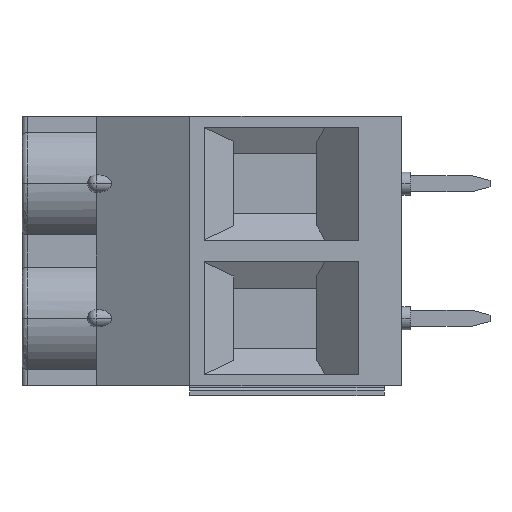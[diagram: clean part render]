
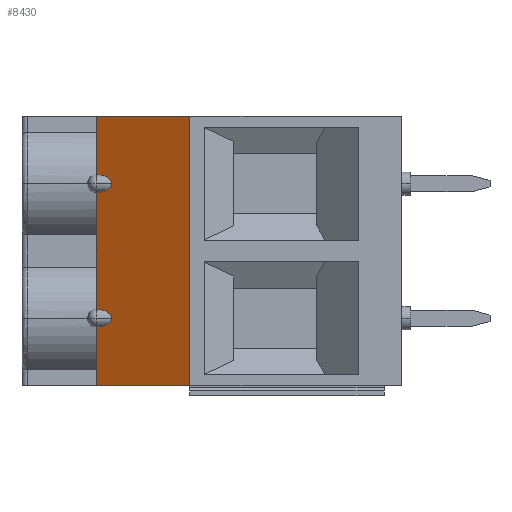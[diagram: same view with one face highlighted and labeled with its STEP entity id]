
A CAD part, left-side view. The second image highlights one B-rep face of the part: STEP entity #8430.
In plain terms, the highlighted planar face has unit normal (-0.866, 0.5, 0).
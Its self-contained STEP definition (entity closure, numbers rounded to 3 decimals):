
#6890=CARTESIAN_POINT('',(21.586,96.138,
   0.5));
#6900=VERTEX_POINT('',#6890);
#6930=CARTESIAN_POINT('',(21.586,96.138,
   0.));
#6940=DIRECTION('',(-0.866,0.5,
   0.));
#6950=DIRECTION('',(0.5,0.866,
   0.));
#6960=AXIS2_PLACEMENT_3D('',#6930,#6940,#6950);
#6970=ELLIPSE('',#6960,1.,0.5);
#6980=CARTESIAN_POINT('',(21.086,95.272,
   0.));
#6990=VERTEX_POINT('',#6980);
#7000=EDGE_CURVE('',#6990,#6900,#6970,.T.);
#7320=CARTESIAN_POINT('',(21.586,96.138,
   0.));
#7330=DIRECTION('',(0.,0.,
   -1.));
#7340=VECTOR('',#7330,1.);
#7350=LINE('',#7320,#7340);
#7360=CARTESIAN_POINT('',(21.586,96.138,
   -0.5));
#7370=VERTEX_POINT('',#7360);
#7380=CARTESIAN_POINT('',(21.586,96.138,
   -7.12));
#7390=VERTEX_POINT('',#7380);
#7400=EDGE_CURVE('',#7370,#7390,#7350,.T.);
#7890=CARTESIAN_POINT('',(21.586,96.138,
   0.));
#7900=DIRECTION('',(-0.866,0.5,
   0.));
#7910=DIRECTION('',(0.5,0.866,
   0.));
#7920=AXIS2_PLACEMENT_3D('',#7890,#7900,#7910);
#7930=PLANE('',#7920);
#7940=CARTESIAN_POINT('',(-33.919,0.
   ,3.81));
#7950=DIRECTION('',(-0.5,-0.866,
   0.));
#7960=VECTOR('',#7950,1.);
#7970=LINE('',#7940,#7960);
#7980=CARTESIAN_POINT('',(21.586,96.138,
   3.81));
#7990=VERTEX_POINT('',#7980);
#8000=CARTESIAN_POINT('',(18.536,90.855,
   3.81));
#8010=VERTEX_POINT('',#8000);
#8020=EDGE_CURVE('',#7990,#8010,#7970,.T.);
#8030=ORIENTED_EDGE('',*,*,#8020,.F.);
#8040=CARTESIAN_POINT('',(18.536,90.855,
   0.));
#8050=DIRECTION('',(0.,0.,
   1.));
#8060=VECTOR('',#8050,1.);
#8070=LINE('',#8040,#8060);
#8080=CARTESIAN_POINT('',(18.536,90.855,
   -11.43));
#8090=VERTEX_POINT('',#8080);
#8100=EDGE_CURVE('',#8090,#8010,#8070,.T.);
#8110=ORIENTED_EDGE('',*,*,#8100,.T.);
#8120=CARTESIAN_POINT('',(-33.919,0.
   ,-11.43));
#8130=DIRECTION('',(-0.5,-0.866,
   0.));
#8140=VECTOR('',#8130,1.);
#8150=LINE('',#8120,#8140);
#8160=CARTESIAN_POINT('',(21.586,96.138,
   -11.43));
#8170=VERTEX_POINT('',#8160);
#8180=EDGE_CURVE('',#8170,#8090,#8150,.T.);
#8190=ORIENTED_EDGE('',*,*,#8180,.T.);
#8200=CARTESIAN_POINT('',(21.586,96.138,
   -8.12));
#8210=VERTEX_POINT('',#8200);
#8220=EDGE_CURVE('',#8210,#8170,#7350,.T.);
#8230=ORIENTED_EDGE('',*,*,#8220,.T.);
#8240=CARTESIAN_POINT('',(21.586,96.138,
   -7.62));
#8250=DIRECTION('',(-0.866,0.5,
   0.));
#8260=DIRECTION('',(0.5,0.866,
   0.));
#8270=AXIS2_PLACEMENT_3D('',#8240,#8250,#8260);
#8280=ELLIPSE('',#8270,1.,0.5);
#8290=CARTESIAN_POINT('',(21.086,95.272,
   -7.62));
#8300=VERTEX_POINT('',#8290);
#8310=EDGE_CURVE('',#8210,#8300,#8280,.T.);
#8320=ORIENTED_EDGE('',*,*,#8310,.F.);
#8330=EDGE_CURVE('',#8300,#7390,#8280,.T.);
#8340=ORIENTED_EDGE('',*,*,#8330,.F.);
#8350=ORIENTED_EDGE('',*,*,#7400,.T.);
#8360=EDGE_CURVE('',#7370,#6990,#6970,.T.);
#8370=ORIENTED_EDGE('',*,*,#8360,.F.);
#8380=ORIENTED_EDGE('',*,*,#7000,.F.);
#8390=EDGE_CURVE('',#7990,#6900,#7350,.T.);
#8400=ORIENTED_EDGE('',*,*,#8390,.T.);
#8410=EDGE_LOOP('',(#8400,#8380,#8370,#8350,#8340,#8320,#8230,#8190,
   #8110,#8030));
#8420=FACE_OUTER_BOUND('',#8410,.T.);
#8430=ADVANCED_FACE('',(#8420),#7930,.T.);
